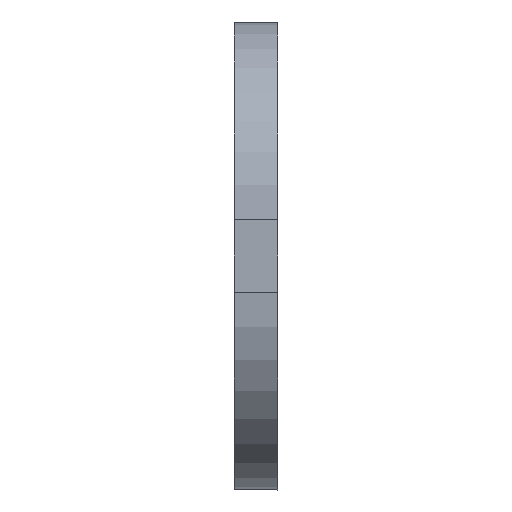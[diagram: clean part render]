
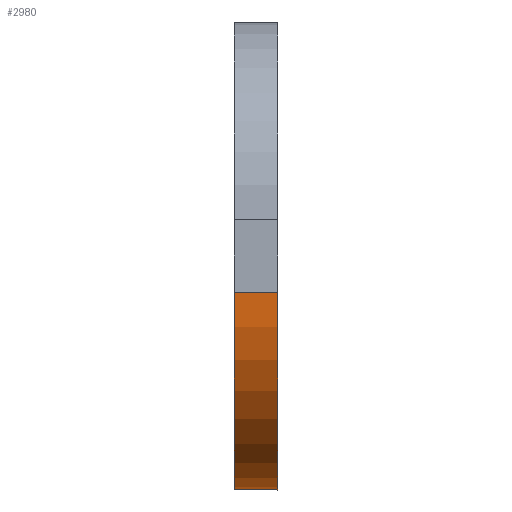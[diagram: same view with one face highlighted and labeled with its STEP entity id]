
A CAD part, left-side view. The second image highlights one B-rep face of the part: STEP entity #2980.
In plain terms, the highlighted cylindrical face has radius 6.763 mm (diameter 13.525 mm), a partial arc.
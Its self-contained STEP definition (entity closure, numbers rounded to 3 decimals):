
#148=FACE_OUTER_BOUND('',#300,.T.);
#300=EDGE_LOOP('',(#2003,#2004,#2005,#2006));
#506=LINE('',#4380,#802);
#507=LINE('',#4383,#803);
#802=VECTOR('',#3468,10.);
#803=VECTOR('',#3471,10.);
#1098=CIRCLE('',#3156,6.763);
#1099=CIRCLE('',#3157,6.763);
#1253=VERTEX_POINT('',#4376);
#1254=VERTEX_POINT('',#4377);
#1255=VERTEX_POINT('',#4379);
#1256=VERTEX_POINT('',#4381);
#1553=EDGE_CURVE('',#1253,#1254,#1098,.T.);
#1554=EDGE_CURVE('',#1254,#1255,#506,.T.);
#1555=EDGE_CURVE('',#1255,#1256,#1099,.T.);
#1556=EDGE_CURVE('',#1256,#1253,#507,.T.);
#2003=ORIENTED_EDGE('',*,*,#1553,.T.);
#2004=ORIENTED_EDGE('',*,*,#1554,.T.);
#2005=ORIENTED_EDGE('',*,*,#1555,.T.);
#2006=ORIENTED_EDGE('',*,*,#1556,.T.);
#2903=CYLINDRICAL_SURFACE('',#3155,6.763);
#2980=ADVANCED_FACE('',(#148),#2903,.T.);
#3155=AXIS2_PLACEMENT_3D('',#4375,#3464,#3465);
#3156=AXIS2_PLACEMENT_3D('',#4378,#3466,#3467);
#3157=AXIS2_PLACEMENT_3D('',#4382,#3469,#3470);
#3464=DIRECTION('center_axis',(0.,1.,0.));
#3465=DIRECTION('ref_axis',(-0.707,0.,-0.707));
#3466=DIRECTION('center_axis',(0.,-1.,0.));
#3467=DIRECTION('ref_axis',(-0.707,0.,-0.707));
#3468=DIRECTION('',(0.,-1.,0.));
#3469=DIRECTION('center_axis',(0.,1.,0.));
#3470=DIRECTION('ref_axis',(-0.707,0.,-0.707));
#3471=DIRECTION('',(0.,1.,0.));
#4375=CARTESIAN_POINT('Origin',(-129.457,2.35,-1.238));
#4376=CARTESIAN_POINT('',(-136.219,1.5,-1.238));
#4377=CARTESIAN_POINT('',(-129.457,1.5,-8.));
#4378=CARTESIAN_POINT('Origin',(-129.457,1.5,-1.238));
#4379=CARTESIAN_POINT('',(-129.457,0.,-8.));
#4380=CARTESIAN_POINT('',(-129.457,2.35,-8.));
#4381=CARTESIAN_POINT('',(-136.219,0.,-1.238));
#4382=CARTESIAN_POINT('Origin',(-129.457,0.,-1.238));
#4383=CARTESIAN_POINT('',(-136.219,2.35,-1.238));
